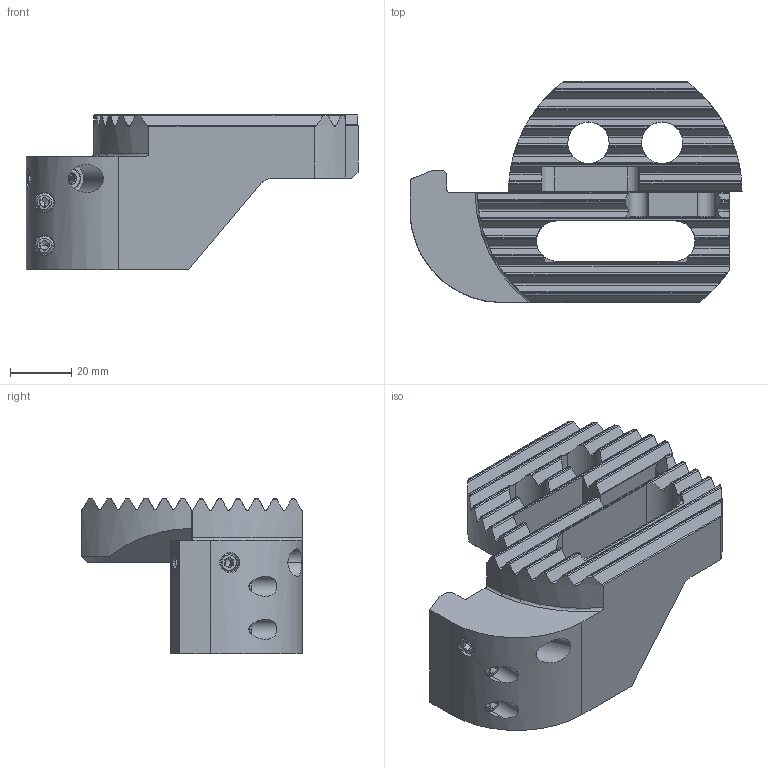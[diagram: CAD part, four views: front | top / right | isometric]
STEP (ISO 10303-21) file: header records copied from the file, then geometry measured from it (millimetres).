
FILE_DESCRIPTION(('no description'),'unknown implementation level');
FILE_NAME('D98893F3-5476-402E-A5A7-D194686B1E0A_export.stp',' ',('CIMSOURCE GmbH'),('CADClick - KiM GmbH - www.kimweb.de'),'unknown preprocess','ACIS','unknown authorization');
FILE_SCHEMA(('automotive_design'));
Length unit declared in the file: millimetre
Products named in the file (6): 639.678 KAISER Stirnstechhalter SSH 125-153 SW98 SET E|639.917 KAISER F�llst�ck SWF98;Lineares Muster4; 639.678 KAISER Stirnstechhalter SSH 125-153 SW98 SET E|639.675 KAISER Stirnstechhalter SSH 125-153 SW98 S|690.912 KAISER Gewindestift M6x16 DIN 913;Schnitt-Rotation1; 639.678 KAISER Stirnstechhalter SSH 125-153 SW98 SET E|639.675 KAISER Stirnstechhalter SSH 125-153 SW98 S|690.400 KAISER ELT M6x6-45H;Schnitt-Linear austragen2; 639.678 KAISER Stirnstechhalter SSH 125-153 SW98 SET E|639.675 KAISER Stirnstechhalter SSH 125-153 SW98 S|639.690 KAISER Verstellbolzen SW53-148;Spiegeln1; 639.678 KAISER Stirnstechhalter SSH 125-153 SW98 SET E|639.675 KAISER Stirnstechhalter SSH 125-153 SW98 S|639.675 KAISER Stirnstechhalter SSH 125-153 SW98 S;Freistellung Verstellung vorne
Bounding box: 108.1 x 72 x 50.75 mm (x, y, z)
Volume: 121657.4 mm3; surface area: 35606.1 mm2
Topology: 6 solids, 6 shells, 388 faces, 1045 edges, 658 vertices
Faces by surface type: plane 176, cylinder 141, cone 64, torus 7
Entity records: 24880 total; most frequent: CARTESIAN_POINT 3972, STYLED_ITEM 2085, PRESENTATION_STYLE_ASSIGNMENT 2085, COLOUR_RGB 2085, ORIENTED_EDGE 2066, DIRECTION 1780, EDGE_CURVE 1033, CURVE_STYLE 1033
